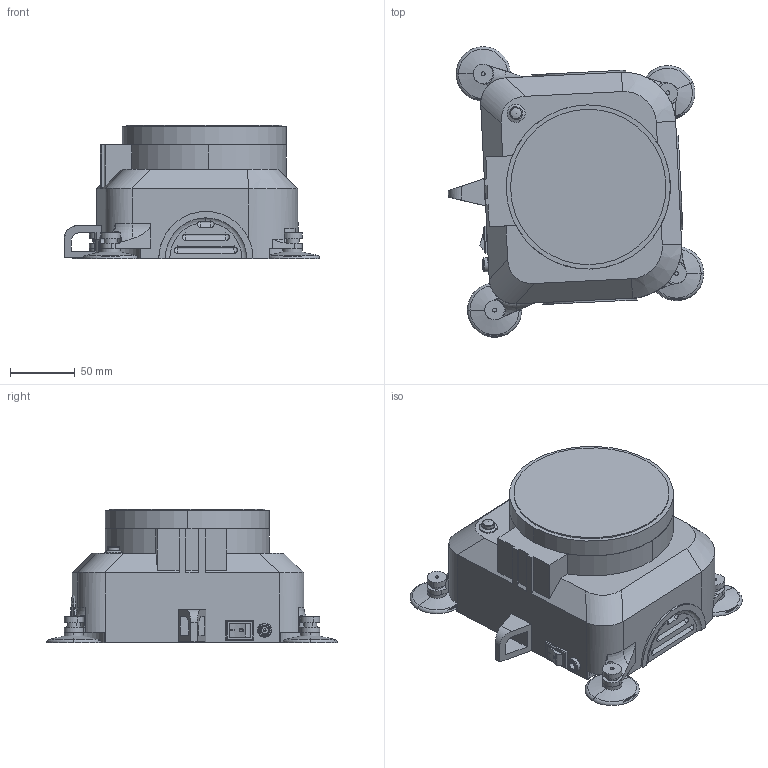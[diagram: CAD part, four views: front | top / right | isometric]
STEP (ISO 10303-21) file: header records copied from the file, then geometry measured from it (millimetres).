
FILE_DESCRIPTION (( 'STEP AP214' ), '1' );
FILE_NAME ('1-Base_NiryoOne_V2.0.STEP', '2018-09-08T15:19:58', ( '' ), ( '' ), 'SwSTEP 2.0', 'SolidWorks 2015', '' );
FILE_SCHEMA (( 'AUTOMOTIVE_DESIGN' ));
Length unit declared in the file: millimetre
Products named in the file (1): 1-Base_NiryoOne_V2.0
Bounding box: 197.6 x 224.79 x 103 mm (x, y, z)
Surface area: 159914.2 mm2 (no closed solid volume)
Topology: 0 solids, 19 shells, 368 faces, 1104 edges, 765 vertices
Faces by surface type: plane 146, cylinder 100, bspline 65, cone 32, torus 22, sphere 3
Entity records: 19711 total; most frequent: CARTESIAN_POINT 6193, ORIENTED_EDGE 1950, DIRECTION 1815, EDGE_CURVE 1097, VERTEX_POINT 761, AXIS2_PLACEMENT_3D 640, VECTOR 535, LINE 535
